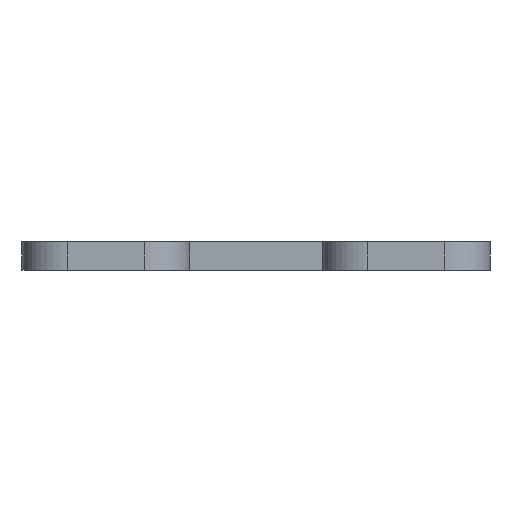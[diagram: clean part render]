
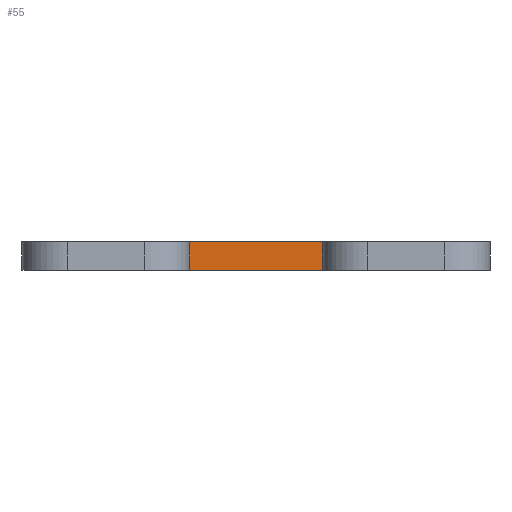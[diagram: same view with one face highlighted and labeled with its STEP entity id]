
A CAD part, left-side view. The second image highlights one B-rep face of the part: STEP entity #55.
In plain terms, the highlighted free-form (B-spline) face has degree [2, 1] with [3, 2] control points.
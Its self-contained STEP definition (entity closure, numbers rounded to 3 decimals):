
#55=ADVANCED_FACE('',(#155),#1715,.T.);
#155=FACE_OUTER_BOUND('',#255,.T.);
#255=EDGE_LOOP('',(#442,#443,#444,#445));
#442=ORIENTED_EDGE('',*,*,#994,.T.);
#443=ORIENTED_EDGE('',*,*,#995,.T.);
#444=ORIENTED_EDGE('',*,*,#996,.F.);
#445=ORIENTED_EDGE('',*,*,#992,.F.);
#992=EDGE_CURVE('',#1544,#1545,#1280,.T.);
#994=EDGE_CURVE('',#1544,#1546,#1282,.T.);
#995=EDGE_CURVE('',#1546,#1547,#1283,.T.);
#996=EDGE_CURVE('',#1545,#1547,#1284,.T.);
#1280=(
BOUNDED_CURVE()
B_SPLINE_CURVE(1,(#2411,#2412),.UNSPECIFIED.,.F.,.F.)
B_SPLINE_CURVE_WITH_KNOTS((2,2),(0.,3.175),.UNSPECIFIED.)
CURVE()
GEOMETRIC_REPRESENTATION_ITEM()
RATIONAL_B_SPLINE_CURVE((1.,1.))
REPRESENTATION_ITEM('')
);
#1282=(
BOUNDED_CURVE()
B_SPLINE_CURVE(2,(#2416,#2417,#2418),.UNSPECIFIED.,.F.,.F.)
B_SPLINE_CURVE_WITH_KNOTS((3,3),(337.716,355.496),
 .UNSPECIFIED.)
CURVE()
GEOMETRIC_REPRESENTATION_ITEM()
RATIONAL_B_SPLINE_CURVE((1.,1.,1.))
REPRESENTATION_ITEM('')
);
#1283=(
BOUNDED_CURVE()
B_SPLINE_CURVE(1,(#2419,#2420),.UNSPECIFIED.,.F.,.F.)
B_SPLINE_CURVE_WITH_KNOTS((2,2),(0.,3.175),.UNSPECIFIED.)
CURVE()
GEOMETRIC_REPRESENTATION_ITEM()
RATIONAL_B_SPLINE_CURVE((1.,1.))
REPRESENTATION_ITEM('')
);
#1284=(
BOUNDED_CURVE()
B_SPLINE_CURVE(2,(#2421,#2422,#2423),.UNSPECIFIED.,.F.,.F.)
B_SPLINE_CURVE_WITH_KNOTS((3,3),(337.716,355.496),
 .UNSPECIFIED.)
CURVE()
GEOMETRIC_REPRESENTATION_ITEM()
RATIONAL_B_SPLINE_CURVE((1.,1.,1.))
REPRESENTATION_ITEM('')
);
#1544=VERTEX_POINT('',#2164);
#1545=VERTEX_POINT('',#2165);
#1546=VERTEX_POINT('',#2166);
#1547=VERTEX_POINT('',#2167);
#1715=(
BOUNDED_SURFACE()
B_SPLINE_SURFACE(2,1,((#1982,#1983),(#1984,#1985),(#1986,#1987)),
 .UNSPECIFIED.,.F.,.F.,.F.)
B_SPLINE_SURFACE_WITH_KNOTS((3,3),(2,2),(337.716,355.496),
(0.,3.175),.UNSPECIFIED.)
GEOMETRIC_REPRESENTATION_ITEM()
RATIONAL_B_SPLINE_SURFACE(((1.,1.),(1.,1.),(1.,1.)))
REPRESENTATION_ITEM('')
SURFACE()
);
#1982=CARTESIAN_POINT('',(59.8,-26.187,0.));
#1983=CARTESIAN_POINT('',(59.8,-26.187,3.175));
#1984=CARTESIAN_POINT('',(59.8,-35.077,0.));
#1985=CARTESIAN_POINT('',(59.8,-35.077,3.175));
#1986=CARTESIAN_POINT('',(59.8,-43.967,0.));
#1987=CARTESIAN_POINT('',(59.8,-43.967,3.175));
#2164=CARTESIAN_POINT('',(59.8,-26.187,0.));
#2165=CARTESIAN_POINT('',(59.8,-26.187,3.175));
#2166=CARTESIAN_POINT('',(59.8,-43.967,0.));
#2167=CARTESIAN_POINT('',(59.8,-43.967,3.175));
#2411=CARTESIAN_POINT('',(59.8,-26.187,0.));
#2412=CARTESIAN_POINT('',(59.8,-26.187,3.175));
#2416=CARTESIAN_POINT('',(59.8,-26.187,0.));
#2417=CARTESIAN_POINT('',(59.8,-35.077,0.));
#2418=CARTESIAN_POINT('',(59.8,-43.967,0.));
#2419=CARTESIAN_POINT('',(59.8,-43.967,0.));
#2420=CARTESIAN_POINT('',(59.8,-43.967,3.175));
#2421=CARTESIAN_POINT('',(59.8,-26.187,3.175));
#2422=CARTESIAN_POINT('',(59.8,-35.077,3.175));
#2423=CARTESIAN_POINT('',(59.8,-43.967,3.175));
